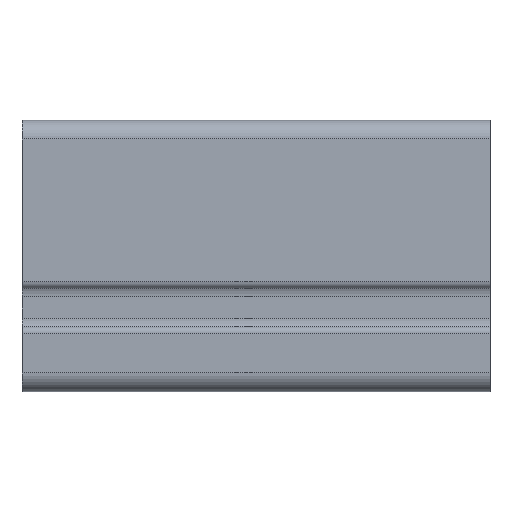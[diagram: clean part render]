
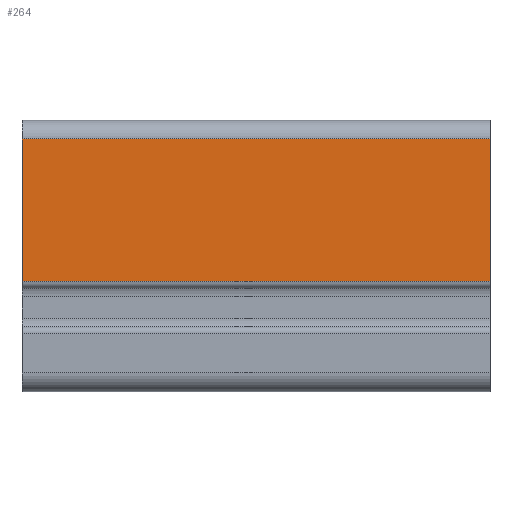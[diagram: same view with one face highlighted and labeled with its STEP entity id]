
A CAD part, left-side view. The second image highlights one B-rep face of the part: STEP entity #264.
In plain terms, the highlighted planar face has unit normal (-1, 0, 0).
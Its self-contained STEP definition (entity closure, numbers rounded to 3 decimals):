
#264 = ADVANCED_FACE( '', ( #583 ), #584, .F. );
#583 = FACE_OUTER_BOUND( '', #954, .T. );
#584 = PLANE( '', #955 );
#954 = EDGE_LOOP( '', ( #1731, #1732, #1733, #1734 ) );
#955 = AXIS2_PLACEMENT_3D( '', #1735, #1736, #1737 );
#1731 = ORIENTED_EDGE( '', *, *, #2650, .T. );
#1732 = ORIENTED_EDGE( '', *, *, #2651, .F. );
#1733 = ORIENTED_EDGE( '', *, *, #2625, .F. );
#1734 = ORIENTED_EDGE( '', *, *, #2507, .T. );
#1735 = CARTESIAN_POINT( '', ( -29., 100., 25. ) );
#1736 = DIRECTION( '', ( 1., 0., 0. ) );
#1737 = DIRECTION( '', ( 0., 0., -1. ) );
#2507 = EDGE_CURVE( '', #3110, #3108, #3111, .T. );
#2625 = EDGE_CURVE( '', #3110, #3222, #3298, .T. );
#2650 = EDGE_CURVE( '', #3108, #3330, #3331, .T. );
#2651 = EDGE_CURVE( '', #3222, #3330, #3332, .T. );
#3108 = VERTEX_POINT( '', #3914 );
#3110 = VERTEX_POINT( '', #3916 );
#3111 = LINE( '', #3917, #3918 );
#3222 = VERTEX_POINT( '', #4060 );
#3298 = LINE( '', #4156, #4157 );
#3330 = VERTEX_POINT( '', #4199 );
#3331 = LINE( '', #4200, #4201 );
#3332 = LINE( '', #4202, #4203 );
#3914 = CARTESIAN_POINT( '', ( -29., 0., -5.4 ) );
#3916 = CARTESIAN_POINT( '', ( -29., 100., -5.4 ) );
#3917 = CARTESIAN_POINT( '', ( -29., 100., -5.4 ) );
#3918 = VECTOR( '', #4667, 1000. );
#4060 = CARTESIAN_POINT( '', ( -29., 100., 25. ) );
#4156 = CARTESIAN_POINT( '', ( -29., 100., 25. ) );
#4157 = VECTOR( '', #4881, 1000. );
#4199 = CARTESIAN_POINT( '', ( -29., 0., 25. ) );
#4200 = CARTESIAN_POINT( '', ( -29., 0., 25. ) );
#4201 = VECTOR( '', #4907, 1000. );
#4202 = CARTESIAN_POINT( '', ( -29., 100., 25. ) );
#4203 = VECTOR( '', #4908, 1000. );
#4667 = DIRECTION( '', ( 0., -1., 0. ) );
#4881 = DIRECTION( '', ( 0., 0., 1. ) );
#4907 = DIRECTION( '', ( 0., 0., 1. ) );
#4908 = DIRECTION( '', ( 0., -1., 0. ) );
